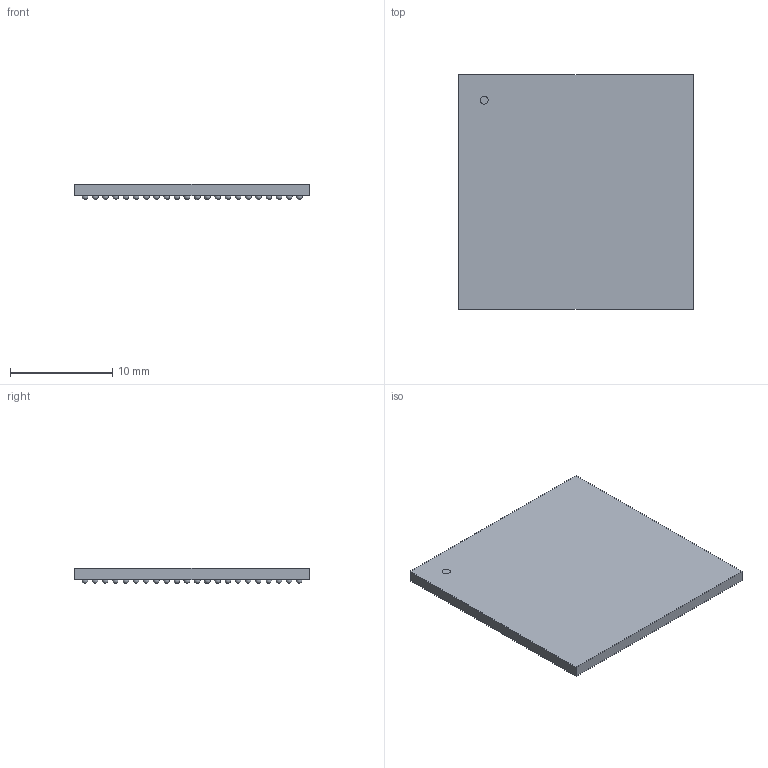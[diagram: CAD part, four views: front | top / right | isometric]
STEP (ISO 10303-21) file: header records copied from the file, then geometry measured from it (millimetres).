
FILE_DESCRIPTION(('FreeCAD Model'),'2;1');
FILE_NAME('FBGA_484.stp','2015-04-12T09:04:31',( 'FreeCAD'),('FreeCAD'),'Open CASCADE STEP processor 6.7','FreeCAD', 'Unknown');
FILE_SCHEMA(('AUTOMOTIVE_DESIGN_CC2 { 1 2 10303 214 -1 1 5 4 }'));
Length unit declared in the file: millimetre
Products named in the file (2): Pocket; Array
Bounding box: 23 x 23 x 1.5 mm (x, y, z)
Volume: 636.6 mm3; surface area: 1706.6 mm2
Topology: 485 solids, 485 shells, 492 faces, 1467 edges, 978 vertices
Faces by surface type: sphere 484, plane 7, cylinder 1
Full cylindrical faces by diameter (mm): 0.8 x1
Entity records: 10644 total; most frequent: CARTESIAN_POINT 1038, DIRECTION 1032, AXIS2_PLACEMENT_3D 495, VERTEX_POINT 494, FACE_BOUND 493, ADVANCED_FACE 492, STYLED_ITEM 492, PRESENTATION_STYLE_ASSIGNMENT 492
